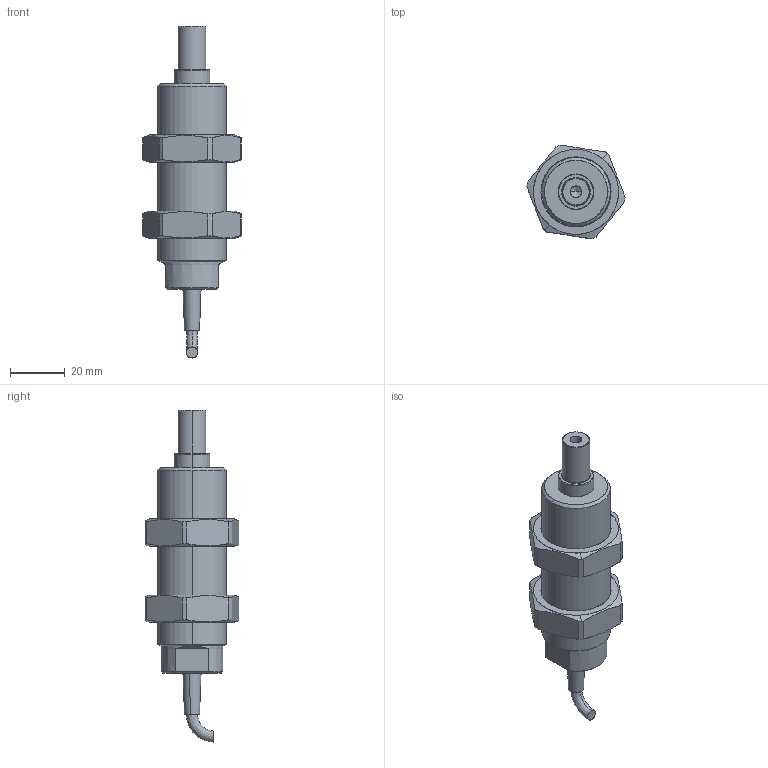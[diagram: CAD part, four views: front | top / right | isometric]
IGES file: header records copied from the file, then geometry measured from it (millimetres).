
Start section: SolidWorks IGES file using analytic representation for surfaces
Global section: file name: RFS150_LZ10.IGS; native system: SolidWorks 2011; preprocessor: SolidWorks 2011; author: rj; date: 100823.154416; units: millimetre
Bounding box: 35.8 x 34.15 x 120.9 mm (x, y, z)
Surface area: 13038.8 mm2 (no closed solid volume)
Topology: 0 solids, 0 shells, 93 faces, 1498 edges, 1496 vertices
Faces by surface type: revolution 58, bspline 35
